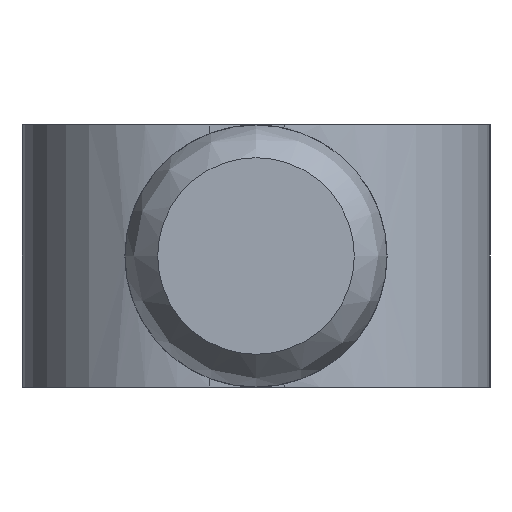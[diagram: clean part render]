
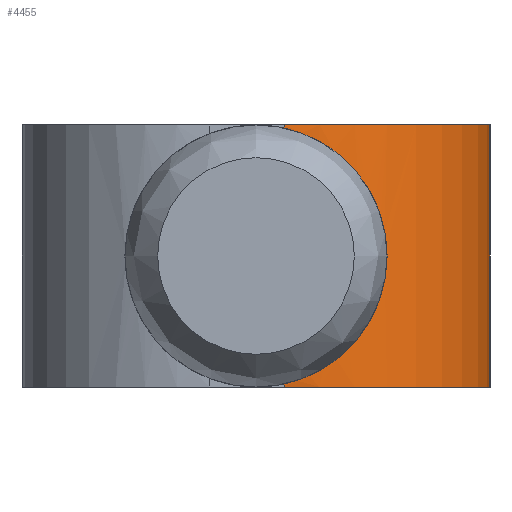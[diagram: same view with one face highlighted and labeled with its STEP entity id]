
A CAD part, left-side view. The second image highlights one B-rep face of the part: STEP entity #4455.
In plain terms, the highlighted cylindrical face has radius 11 mm (diameter 22 mm), a partial arc.
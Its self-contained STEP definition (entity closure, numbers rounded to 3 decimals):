
#515=LINE($,#8471,#912);
#517=LINE($,#8475,#914);
#520=LINE($,#8482,#917);
#912=VECTOR($,#5289,0.163);
#914=VECTOR($,#5293,0.163);
#917=VECTOR($,#5302,14.);
#932=B_SPLINE_CURVE_WITH_KNOTS($,3,(#5378,#5379,#5380,#5381,#5382,#5383,
#5384,#5385,#5386,#5387,#5388,#5389,#5390,#5391,#5392,#5393,#5394,#5395,
#5396),.UNSPECIFIED.,.F.,.F.,(4,2,2,2,3,2,2,2,4),(-0.925,-0.808,
-0.543,-0.271,0.,0.271,0.543,
0.808,0.925),.UNSPECIFIED.);
#1545=FACE_OUTER_BOUND($,#1815,.T.);
#1815=EDGE_LOOP($,(#4189,#4190,#4191,#4192,#4193,#4194));
#1836=CIRCLE($,#4593,11.);
#1839=CIRCLE($,#4606,11.);
#1847=VERTEX_POINT($,#5375);
#1848=VERTEX_POINT($,#5377);
#2264=VERTEX_POINT($,#8444);
#2267=VERTEX_POINT($,#8451);
#2271=VERTEX_POINT($,#8473);
#2272=VERTEX_POINT($,#8478);
#2281=EDGE_CURVE($,#1848,#1847,#932,.T.);
#2904=EDGE_CURVE($,#2264,#2267,#1836,.T.);
#2911=EDGE_CURVE($,#1848,#2267,#515,.T.);
#2913=EDGE_CURVE($,#2271,#1847,#517,.T.);
#2916=EDGE_CURVE($,#2271,#2272,#1839,.T.);
#2917=EDGE_CURVE($,#2272,#2264,#520,.T.);
#4189=ORIENTED_EDGE($,*,*,#2281,.T.);
#4190=ORIENTED_EDGE($,*,*,#2913,.F.);
#4191=ORIENTED_EDGE($,*,*,#2916,.T.);
#4192=ORIENTED_EDGE($,*,*,#2917,.T.);
#4193=ORIENTED_EDGE($,*,*,#2904,.T.);
#4194=ORIENTED_EDGE($,*,*,#2911,.F.);
#4216=CYLINDRICAL_SURFACE($,#4608,11.);
#4455=ADVANCED_FACE($,(#1545),#4216,.T.);
#4593=AXIS2_PLACEMENT_3D($,#8453,#5263,#5264);
#4606=AXIS2_PLACEMENT_3D($,#8480,#5298,#5299);
#4608=AXIS2_PLACEMENT_3D($,#8483,#5303,#5304);
#5263=DIRECTION('center_axis',(0.,0.,-1.));
#5264=DIRECTION('ref_axis',(-1.,0.,0.));
#5289=DIRECTION($,(0.,0.,1.));
#5293=DIRECTION($,(0.,0.,1.));
#5298=DIRECTION('center_axis',(0.,0.,1.));
#5299=DIRECTION('ref_axis',(-1.,0.,0.));
#5302=DIRECTION($,(0.,0.,1.));
#5303=DIRECTION('center_axis',(0.,0.,1.));
#5304=DIRECTION('ref_axis',(-1.,0.,0.));
#5375=CARTESIAN_POINT('',(-26.5,-1.5,-6.837));
#5377=CARTESIAN_POINT('',(-26.5,-1.5,6.837));
#5378=CARTESIAN_POINT('Ctrl Pts',(-26.5,-1.5,6.837));
#5379=CARTESIAN_POINT('Ctrl Pts',(-26.5,-1.897,6.75));
#5380=CARTESIAN_POINT('Ctrl Pts',(-26.478,-2.29,6.628));
#5381=CARTESIAN_POINT('Ctrl Pts',(-26.346,-3.524,6.119));
#5382=CARTESIAN_POINT('Ctrl Pts',(-26.157,-4.302,5.588));
#5383=CARTESIAN_POINT('Ctrl Pts',(-25.752,-5.542,4.366));
#5384=CARTESIAN_POINT('Ctrl Pts',(-25.507,-6.086,3.584));
#5385=CARTESIAN_POINT('Ctrl Pts',(-25.139,-6.815,1.854));
#5386=CARTESIAN_POINT('Ctrl Pts',(-25.026,-7.,0.905));
#5387=CARTESIAN_POINT('Ctrl Pts',(-25.026,-7.,0.));
#5388=CARTESIAN_POINT('Ctrl Pts',(-25.026,-7.,-0.905));
#5389=CARTESIAN_POINT('Ctrl Pts',(-25.139,-6.815,-1.854));
#5390=CARTESIAN_POINT('Ctrl Pts',(-25.507,-6.086,-3.584));
#5391=CARTESIAN_POINT('Ctrl Pts',(-25.752,-5.542,-4.366));
#5392=CARTESIAN_POINT('Ctrl Pts',(-26.157,-4.302,-5.588));
#5393=CARTESIAN_POINT('Ctrl Pts',(-26.346,-3.524,-6.119));
#5394=CARTESIAN_POINT('Ctrl Pts',(-26.478,-2.29,-6.628));
#5395=CARTESIAN_POINT('Ctrl Pts',(-26.5,-1.897,-6.75));
#5396=CARTESIAN_POINT('Ctrl Pts',(-26.5,-1.5,-6.837));
#8444=CARTESIAN_POINT('',(-15.5,-12.5,7.));
#8451=CARTESIAN_POINT('',(-26.5,-1.5,7.));
#8453=CARTESIAN_POINT('Origin',(-15.5,-1.5,7.));
#8471=CARTESIAN_POINT($,(-26.5,-1.5,0.));
#8473=CARTESIAN_POINT('',(-26.5,-1.5,-7.));
#8475=CARTESIAN_POINT($,(-26.5,-1.5,0.));
#8478=CARTESIAN_POINT('',(-15.5,-12.5,-7.));
#8480=CARTESIAN_POINT('Origin',(-15.5,-1.5,-7.));
#8482=CARTESIAN_POINT($,(-15.5,-12.5,0.));
#8483=CARTESIAN_POINT('Origin',(-15.5,-1.5,0.));
